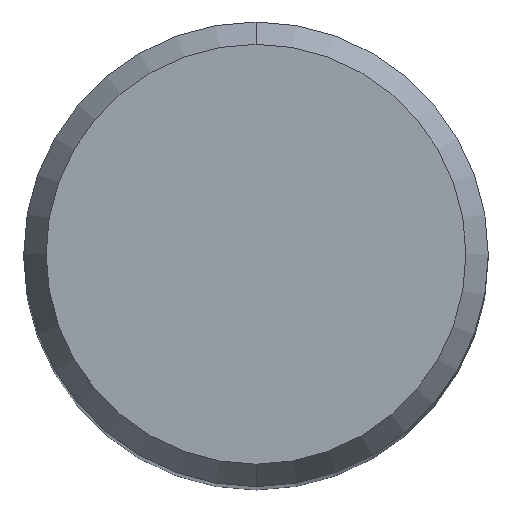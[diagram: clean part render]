
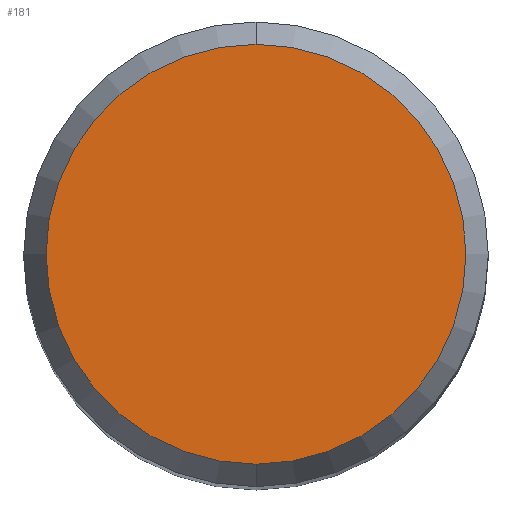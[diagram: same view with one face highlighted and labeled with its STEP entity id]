
A CAD part, top view. The second image highlights one B-rep face of the part: STEP entity #181.
In plain terms, the highlighted planar face has unit normal (0, 0, 1).
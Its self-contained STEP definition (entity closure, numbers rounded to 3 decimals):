
#109=VERTEX_POINT('',#238);
#123=EDGE_CURVE('',#175,#109,#255,.T.);
#175=VERTEX_POINT('',#312);
#179=EDGE_CURVE('',#109,#175,#316,.T.);
#181=ADVANCED_FACE('',(#318),#319,.T.);
#238=CARTESIAN_POINT('',(0.,-4.304,0.01));
#255=CIRCLE('',#403,4.304);
#312=CARTESIAN_POINT('',(0.0,4.304,0.01));
#316=CIRCLE('',#479,4.304);
#318=FACE_OUTER_BOUND('',#481,.T.);
#319=PLANE('',#482);
#403=AXIS2_PLACEMENT_3D('',#553,#554,#555);
#479=AXIS2_PLACEMENT_3D('',#624,#625,#626);
#481=EDGE_LOOP('',(#628,#629));
#482=AXIS2_PLACEMENT_3D('',#630,#631,#632);
#553=CARTESIAN_POINT('',(0.0,0.0,0.01));
#554=DIRECTION('',(0.0,0.0,-1.0));
#555=DIRECTION('',(0.0,1.0,0.0));
#624=CARTESIAN_POINT('',(0.0,0.0,0.01));
#625=DIRECTION('',(0.0,0.0,-1.0));
#626=DIRECTION('',(0.0,1.0,0.0));
#628=ORIENTED_EDGE('',*,*,#123,.F.);
#629=ORIENTED_EDGE('',*,*,#179,.F.);
#630=CARTESIAN_POINT('',(0.0,2.152,0.01));
#631=DIRECTION('',(-0.0,0.0,1.0));
#632=DIRECTION('',(0.0,-1.0,0.0));
